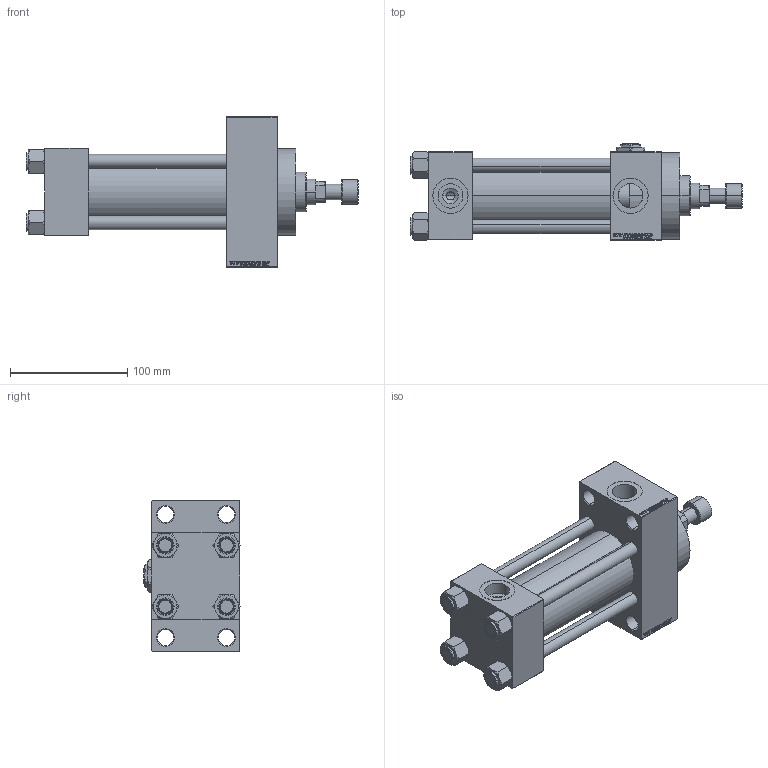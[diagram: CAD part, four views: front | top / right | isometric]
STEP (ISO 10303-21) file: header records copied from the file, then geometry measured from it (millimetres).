
FILE_DESCRIPTION (( 'STEP AP203' ), '1' );
FILE_NAME ('882c.STEP', '2022-04-16T04:24:15', ( '' ), ( '' ), 'SwSTEP 2.0', 'SolidWorks 2019', '' );
FILE_SCHEMA (( 'CONFIG_CONTROL_DESIGN' ));
Length unit declared in the file: millimetre
Products named in the file (8): V215CR_D_Body 69d8125310c67e0df16c0aba3eeef00e; Zatka_pro_OIL_PORT 69d8125310c67e0df16c0aba3eeef00e; NUT_M5_D 69d8125310c67e0df16c0aba3eeef00e; V215CR_ROD_END_F 69d8125310c67e0df16c0aba3eeef00e; 882c; V215CR_D_TYCINKA 69d8125310c67e0df16c0aba3eeef00e; V215CR_VCP_D 69d8125310c67e0df16c0aba3eeef00e; V215_VC_A 69d8125310c67e0df16c0aba3eeef00e
Assembly tree (13 placements, depth 2):
  882c
    V215CR_D_Body 69d8125310c67e0df16c0aba3eeef00e
    V215CR_VCP_D 69d8125310c67e0df16c0aba3eeef00e
    NUT_M5_D 69d8125310c67e0df16c0aba3eeef00e  x4
    V215CR_D_TYCINKA 69d8125310c67e0df16c0aba3eeef00e  x4
    V215_VC_A 69d8125310c67e0df16c0aba3eeef00e
    V215CR_ROD_END_F 69d8125310c67e0df16c0aba3eeef00e
    Zatka_pro_OIL_PORT 69d8125310c67e0df16c0aba3eeef00e
Bounding box: 283 x 82.27 x 128 mm (x, y, z)
Volume: 881686.1 mm3; surface area: 203584.3 mm2
Topology: 13 solids, 13 shells, 1170 faces, 2901 edges, 1873 vertices
Faces by surface type: plane 526, bspline 368, cone 164, cylinder 100, torus 12
Entity records: 49551 total; most frequent: CARTESIAN_POINT 25745, ORIENTED_EDGE 5294, DIRECTION 3491, EDGE_CURVE 2647, VERTEX_POINT 1729, VECTOR 1553, LINE 1553, EDGE_LOOP 1188
